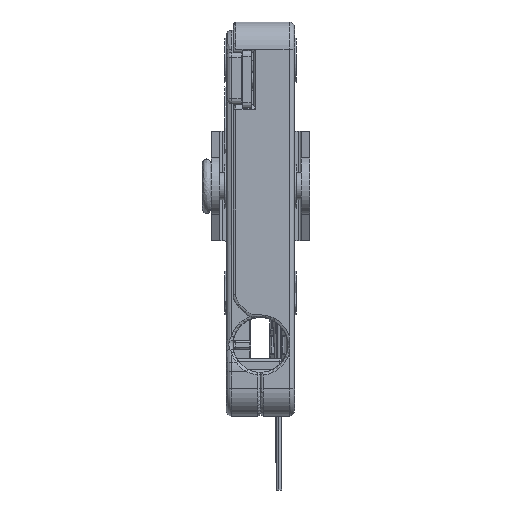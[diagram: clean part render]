
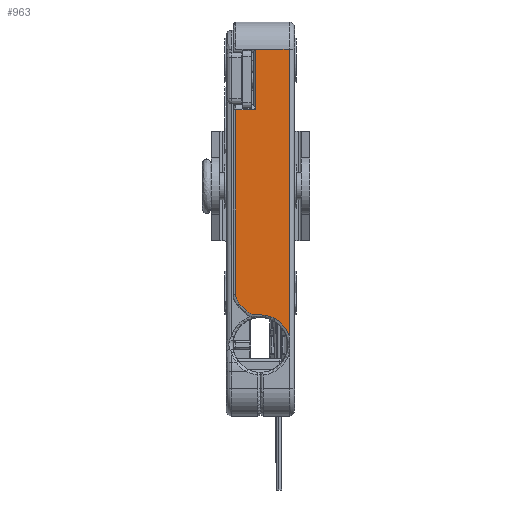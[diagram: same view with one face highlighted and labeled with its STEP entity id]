
A CAD part, left-side view. The second image highlights one B-rep face of the part: STEP entity #963.
In plain terms, the highlighted planar face has unit normal (-1, 0, 0).
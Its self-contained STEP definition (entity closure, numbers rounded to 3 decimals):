
#963=ADVANCED_FACE('',(#10868),#10867,.T.);
#10867=PLANE('',#33763);
#10868=FACE_OUTER_BOUND('',#33764,.T.);
#33760=CARTESIAN_POINT('',(-64.5,-0.775,30.236));
#33761=DIRECTION('',(-1.,0.,0.));
#33762=DIRECTION('',(0.,0.,-1.));
#33763=AXIS2_PLACEMENT_3D('',#33760,#33761,#33762);
#33764=EDGE_LOOP('',(#47425,#47426,#47427,#47428,#47429,#47430,#47431,#47432,#47433,#47434));
#47425=ORIENTED_EDGE('',*,*,#57022,.T.);
#47426=ORIENTED_EDGE('',*,*,#57019,.T.);
#47427=ORIENTED_EDGE('',*,*,#54495,.T.);
#47428=ORIENTED_EDGE('',*,*,#54500,.T.);
#47429=ORIENTED_EDGE('',*,*,#57286,.F.);
#47430=ORIENTED_EDGE('',*,*,#54372,.T.);
#47431=ORIENTED_EDGE('',*,*,#57287,.T.);
#47432=ORIENTED_EDGE('',*,*,#57028,.T.);
#47433=ORIENTED_EDGE('',*,*,#57026,.T.);
#47434=ORIENTED_EDGE('',*,*,#57024,.T.);
#54372=EDGE_CURVE('',#63378,#63379,#63380,.T.);
#54495=EDGE_CURVE('',#64210,#64211,#64212,.T.);
#54500=EDGE_CURVE('',#64211,#64244,#64245,.T.);
#57019=EDGE_CURVE('',#81302,#64210,#81303,.T.);
#57022=EDGE_CURVE('',#81321,#81302,#81322,.T.);
#57024=EDGE_CURVE('',#81334,#81321,#81335,.T.);
#57026=EDGE_CURVE('',#81347,#81334,#81348,.T.);
#57028=EDGE_CURVE('',#81360,#81347,#81361,.T.);
#57286=EDGE_CURVE('',#63378,#64244,#83002,.T.);
#57287=EDGE_CURVE('',#63379,#81360,#83008,.T.);
#63378=VERTEX_POINT('',#101437);
#63379=VERTEX_POINT('',#101438);
#63380=LINE('',#101439,#101440);
#64210=VERTEX_POINT('',#102007);
#64211=VERTEX_POINT('',#102008);
#64212=CIRCLE('',#102012,5.5);
#64244=VERTEX_POINT('',#102033);
#64245=LINE('',#102034,#102035);
#81302=VERTEX_POINT('',#112550);
#81303=LINE('',#112551,#112552);
#81321=VERTEX_POINT('',#112561);
#81322=CIRCLE('',#112565,2.5);
#81334=VERTEX_POINT('',#112570);
#81335=LINE('',#112571,#112572);
#81347=VERTEX_POINT('',#112578);
#81348=CIRCLE('',#112582,2.5);
#81360=VERTEX_POINT('',#112587);
#81361=LINE('',#112588,#112589);
#83002=LINE('',#113866,#113867);
#83008=LINE('',#113869,#113870);
#101437=CARTESIAN_POINT('',(-64.5,-5.35,25.));
#101438=CARTESIAN_POINT('',(-64.5,-5.35,14.));
#101439=CARTESIAN_POINT('',(-64.5,-5.35,25.));
#101440=VECTOR('',#101441,11.);
#101441=DIRECTION('',(0.,0.,-1.));
#102007=CARTESIAN_POINT('',(-64.5,-6.25,-23.5));
#102008=CARTESIAN_POINT('',(-64.5,-11.5,-27.361));
#102009=CARTESIAN_POINT('',(-64.5,-6.25,-29.));
#102010=DIRECTION('',(1.,0.,0.));
#102011=DIRECTION('',(0.,0.,1.));
#102012=AXIS2_PLACEMENT_3D('',#102009,#102010,#102011);
#102033=CARTESIAN_POINT('',(-64.5,-11.5,25.));
#102034=CARTESIAN_POINT('',(-64.5,-11.5,-27.361));
#102035=VECTOR('',#102036,52.361);
#102036=DIRECTION('',(0.,0.,1.));
#112550=CARTESIAN_POINT('',(-64.5,-5.493,-23.5));
#112551=CARTESIAN_POINT('',(-64.5,-5.493,-23.5));
#112552=VECTOR('',#112553,0.757);
#112553=DIRECTION('',(0.,-1.,0.));
#112561=CARTESIAN_POINT('',(-64.5,-3.725,-22.768));
#112562=CARTESIAN_POINT('',(-64.5,-5.493,-21.));
#112563=DIRECTION('',(-1.,0.,0.));
#112564=DIRECTION('',(0.,0.,1.));
#112565=AXIS2_PLACEMENT_3D('',#112562,#112563,#112564);
#112570=CARTESIAN_POINT('',(-64.5,-2.482,-21.525));
#112571=CARTESIAN_POINT('',(-64.5,-2.482,-21.525));
#112572=VECTOR('',#112573,1.757);
#112573=DIRECTION('',(0.,-0.707,-0.707));
#112578=CARTESIAN_POINT('',(-64.5,-1.75,-19.757));
#112579=CARTESIAN_POINT('',(-64.5,-4.25,-19.757));
#112580=DIRECTION('',(-1.,0.,0.));
#112581=DIRECTION('',(0.,0.,1.));
#112582=AXIS2_PLACEMENT_3D('',#112579,#112580,#112581);
#112587=CARTESIAN_POINT('',(-64.5,-1.75,14.));
#112588=CARTESIAN_POINT('',(-64.5,-1.75,14.));
#112589=VECTOR('',#112590,33.757);
#112590=DIRECTION('',(0.,0.,-1.));
#113866=CARTESIAN_POINT('',(-64.5,-5.35,25.));
#113867=VECTOR('',#113868,6.15);
#113868=DIRECTION('',(0.,-1.,0.));
#113869=CARTESIAN_POINT('',(-64.5,-5.35,14.));
#113870=VECTOR('',#113871,3.6);
#113871=DIRECTION('',(0.,1.,0.));
